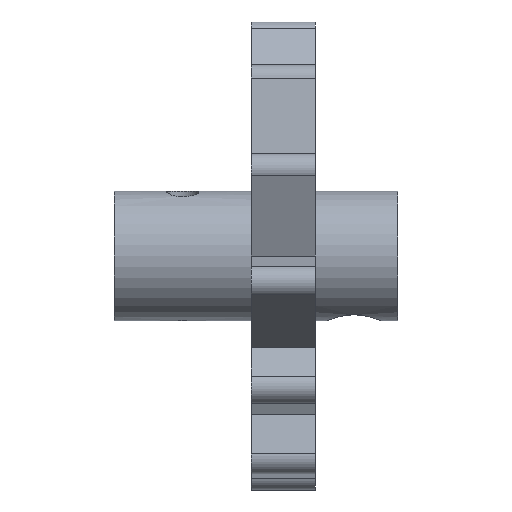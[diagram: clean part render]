
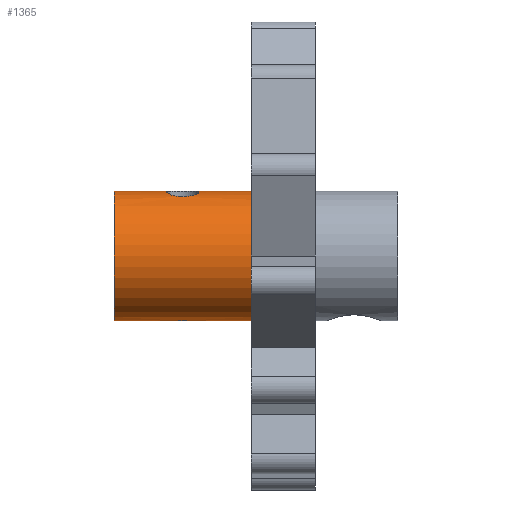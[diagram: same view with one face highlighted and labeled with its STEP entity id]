
A CAD part, left-side view. The second image highlights one B-rep face of the part: STEP entity #1365.
In plain terms, the highlighted cylindrical face has radius 7.1 mm (diameter 14.2 mm), a full revolution.
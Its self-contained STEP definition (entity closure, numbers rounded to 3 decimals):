
#57=FACE_BOUND('',#188,.T.);
#58=FACE_BOUND('',#189,.T.);
#94=B_SPLINE_CURVE_WITH_KNOTS('',3,(#2123,#2124,#2125,#2126,#2127,#2128,
#2129,#2130,#2131,#2132,#2133,#2134,#2135,#2136,#2137,#2138,#2139,#2140,
#2141,#2142,#2143,#2144,#2145,#2146,#2147,#2148,#2149,#2150,#2151,#2152,
#2153,#2154,#2155,#2156),.UNSPECIFIED.,.T.,.F.,(4,2,2,2,2,2,2,2,2,2,2,2,
2,2,2,2,4),(0.,0.066,0.132,0.199,0.265,
0.331,0.397,0.464,0.53,
0.596,0.662,0.728,0.795,
0.861,0.927,0.993,1.059),
 .UNSPECIFIED.);
#95=B_SPLINE_CURVE_WITH_KNOTS('',3,(#2161,#2162,#2163,#2164,#2165,#2166,
#2167,#2168,#2169,#2170,#2171,#2172,#2173,#2174,#2175,#2176,#2177,#2178,
#2179,#2180,#2181,#2182,#2183,#2184,#2185,#2186,#2187,#2188,#2189,#2190,
#2191,#2192,#2193,#2194),.UNSPECIFIED.,.T.,.F.,(4,2,2,2,2,2,2,2,2,2,2,2,
2,2,2,2,4),(0.,0.066,0.132,0.199,0.265,
0.331,0.397,0.464,0.53,
0.596,0.662,0.728,0.795,
0.861,0.927,0.993,1.059),
 .UNSPECIFIED.);
#113=FACE_OUTER_BOUND('',#187,.T.);
#187=EDGE_LOOP('',(#992,#993,#994,#995));
#188=EDGE_LOOP('',(#996));
#189=EDGE_LOOP('',(#997));
#291=LINE('',#2199,#420);
#420=VECTOR('',#1674,7.1);
#560=CIRCLE('',#1478,7.1);
#561=CIRCLE('',#1479,7.1);
#626=VERTEX_POINT('',#2122);
#627=VERTEX_POINT('',#2159);
#628=VERTEX_POINT('',#2196);
#629=VERTEX_POINT('',#2198);
#771=EDGE_CURVE('',#626,#626,#94,.T.);
#774=EDGE_CURVE('',#627,#627,#95,.T.);
#775=EDGE_CURVE('',#628,#628,#560,.T.);
#776=EDGE_CURVE('',#628,#629,#291,.T.);
#777=EDGE_CURVE('',#629,#629,#561,.T.);
#992=ORIENTED_EDGE('',*,*,#775,.F.);
#993=ORIENTED_EDGE('',*,*,#776,.T.);
#994=ORIENTED_EDGE('',*,*,#777,.F.);
#995=ORIENTED_EDGE('',*,*,#776,.F.);
#996=ORIENTED_EDGE('',*,*,#774,.T.);
#997=ORIENTED_EDGE('',*,*,#771,.T.);
#1332=CYLINDRICAL_SURFACE('',#1477,7.1);
#1365=ADVANCED_FACE('',(#113,#57,#58),#1332,.T.);
#1477=AXIS2_PLACEMENT_3D('',#2195,#1670,#1671);
#1478=AXIS2_PLACEMENT_3D('',#2197,#1672,#1673);
#1479=AXIS2_PLACEMENT_3D('',#2200,#1675,#1676);
#1670=DIRECTION('center_axis',(0.,1.,0.));
#1671=DIRECTION('ref_axis',(-0.985,0.,-0.174));
#1672=DIRECTION('center_axis',(0.,1.,0.));
#1673=DIRECTION('ref_axis',(-0.985,0.,-0.174));
#1674=DIRECTION('',(0.,-1.,0.));
#1675=DIRECTION('center_axis',(0.,-1.,0.));
#1676=DIRECTION('ref_axis',(-0.985,0.,-0.174));
#2122=CARTESIAN_POINT('',(2.918,7.5,-6.473));
#2123=CARTESIAN_POINT('Ctrl Pts',(2.918,7.5,-6.473));
#2124=CARTESIAN_POINT('Ctrl Pts',(2.918,7.721,-6.473));
#2125=CARTESIAN_POINT('Ctrl Pts',(2.877,7.956,-6.492));
#2126=CARTESIAN_POINT('Ctrl Pts',(2.708,8.386,-6.564));
#2127=CARTESIAN_POINT('Ctrl Pts',(2.58,8.583,-6.616));
#2128=CARTESIAN_POINT('Ctrl Pts',(2.285,8.892,-6.724));
#2129=CARTESIAN_POINT('Ctrl Pts',(2.097,9.027,-6.787));
#2130=CARTESIAN_POINT('Ctrl Pts',(1.68,9.206,-6.902));
#2131=CARTESIAN_POINT('Ctrl Pts',(1.45,9.25,-6.954));
#2132=CARTESIAN_POINT('Ctrl Pts',(1.016,9.25,-7.03));
#2133=CARTESIAN_POINT('Ctrl Pts',(0.782,9.206,-7.06));
#2134=CARTESIAN_POINT('Ctrl Pts',(0.351,9.027,-7.095));
#2135=CARTESIAN_POINT('Ctrl Pts',(0.153,8.892,-7.1));
#2136=CARTESIAN_POINT('Ctrl Pts',(-0.162,8.583,-7.1));
#2137=CARTESIAN_POINT('Ctrl Pts',(-0.299,8.386,-7.094));
#2138=CARTESIAN_POINT('Ctrl Pts',(-0.483,7.956,-7.084));
#2139=CARTESIAN_POINT('Ctrl Pts',(-0.529,7.721,-7.08));
#2140=CARTESIAN_POINT('Ctrl Pts',(-0.529,7.279,-7.08));
#2141=CARTESIAN_POINT('Ctrl Pts',(-0.483,7.044,-7.084));
#2142=CARTESIAN_POINT('Ctrl Pts',(-0.299,6.614,-7.094));
#2143=CARTESIAN_POINT('Ctrl Pts',(-0.162,6.417,-7.1));
#2144=CARTESIAN_POINT('Ctrl Pts',(0.153,6.108,-7.1));
#2145=CARTESIAN_POINT('Ctrl Pts',(0.351,5.973,-7.095));
#2146=CARTESIAN_POINT('Ctrl Pts',(0.782,5.794,-7.06));
#2147=CARTESIAN_POINT('Ctrl Pts',(1.016,5.75,-7.03));
#2148=CARTESIAN_POINT('Ctrl Pts',(1.45,5.75,-6.954));
#2149=CARTESIAN_POINT('Ctrl Pts',(1.68,5.794,-6.902));
#2150=CARTESIAN_POINT('Ctrl Pts',(2.097,5.973,-6.787));
#2151=CARTESIAN_POINT('Ctrl Pts',(2.285,6.108,-6.724));
#2152=CARTESIAN_POINT('Ctrl Pts',(2.58,6.417,-6.616));
#2153=CARTESIAN_POINT('Ctrl Pts',(2.708,6.614,-6.564));
#2154=CARTESIAN_POINT('Ctrl Pts',(2.877,7.044,-6.492));
#2155=CARTESIAN_POINT('Ctrl Pts',(2.918,7.279,-6.473));
#2156=CARTESIAN_POINT('Ctrl Pts',(2.918,7.5,-6.473));
#2159=CARTESIAN_POINT('',(0.529,7.5,7.08));
#2161=CARTESIAN_POINT('Ctrl Pts',(0.529,7.5,7.08));
#2162=CARTESIAN_POINT('Ctrl Pts',(0.529,7.279,7.08));
#2163=CARTESIAN_POINT('Ctrl Pts',(0.483,7.044,7.084));
#2164=CARTESIAN_POINT('Ctrl Pts',(0.299,6.614,7.094));
#2165=CARTESIAN_POINT('Ctrl Pts',(0.162,6.417,7.1));
#2166=CARTESIAN_POINT('Ctrl Pts',(-0.153,6.108,7.1));
#2167=CARTESIAN_POINT('Ctrl Pts',(-0.351,5.973,7.095));
#2168=CARTESIAN_POINT('Ctrl Pts',(-0.782,5.794,7.06));
#2169=CARTESIAN_POINT('Ctrl Pts',(-1.016,5.75,7.03));
#2170=CARTESIAN_POINT('Ctrl Pts',(-1.45,5.75,6.954));
#2171=CARTESIAN_POINT('Ctrl Pts',(-1.68,5.794,6.902));
#2172=CARTESIAN_POINT('Ctrl Pts',(-2.097,5.973,6.787));
#2173=CARTESIAN_POINT('Ctrl Pts',(-2.285,6.108,6.724));
#2174=CARTESIAN_POINT('Ctrl Pts',(-2.58,6.417,6.616));
#2175=CARTESIAN_POINT('Ctrl Pts',(-2.708,6.614,6.564));
#2176=CARTESIAN_POINT('Ctrl Pts',(-2.877,7.044,6.492));
#2177=CARTESIAN_POINT('Ctrl Pts',(-2.918,7.279,6.473));
#2178=CARTESIAN_POINT('Ctrl Pts',(-2.918,7.721,6.473));
#2179=CARTESIAN_POINT('Ctrl Pts',(-2.877,7.956,6.492));
#2180=CARTESIAN_POINT('Ctrl Pts',(-2.708,8.386,6.564));
#2181=CARTESIAN_POINT('Ctrl Pts',(-2.58,8.583,6.616));
#2182=CARTESIAN_POINT('Ctrl Pts',(-2.285,8.892,6.724));
#2183=CARTESIAN_POINT('Ctrl Pts',(-2.097,9.027,6.787));
#2184=CARTESIAN_POINT('Ctrl Pts',(-1.68,9.206,6.902));
#2185=CARTESIAN_POINT('Ctrl Pts',(-1.45,9.25,6.954));
#2186=CARTESIAN_POINT('Ctrl Pts',(-1.016,9.25,7.03));
#2187=CARTESIAN_POINT('Ctrl Pts',(-0.782,9.206,7.06));
#2188=CARTESIAN_POINT('Ctrl Pts',(-0.351,9.027,7.095));
#2189=CARTESIAN_POINT('Ctrl Pts',(-0.153,8.892,7.1));
#2190=CARTESIAN_POINT('Ctrl Pts',(0.162,8.583,7.1));
#2191=CARTESIAN_POINT('Ctrl Pts',(0.299,8.386,7.094));
#2192=CARTESIAN_POINT('Ctrl Pts',(0.483,7.956,7.084));
#2193=CARTESIAN_POINT('Ctrl Pts',(0.529,7.721,7.08));
#2194=CARTESIAN_POINT('Ctrl Pts',(0.529,7.5,7.08));
#2195=CARTESIAN_POINT('Origin',(0.,0.,
0.));
#2196=CARTESIAN_POINT('',(6.992,15.,1.233));
#2197=CARTESIAN_POINT('Origin',(0.,15.,0.));
#2198=CARTESIAN_POINT('',(6.992,0.,1.233));
#2199=CARTESIAN_POINT('',(6.992,0.,1.233));
#2200=CARTESIAN_POINT('Origin',(0.,0.,
0.));
